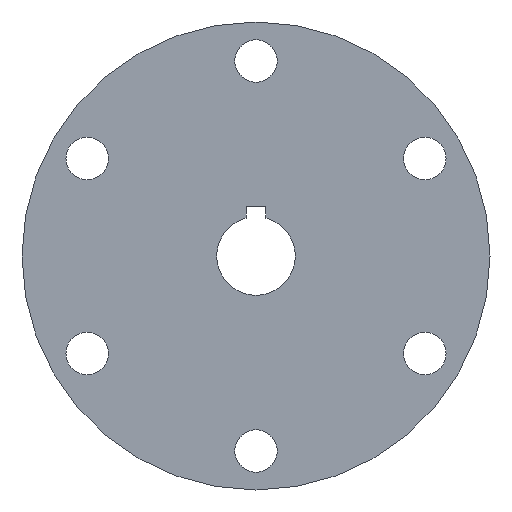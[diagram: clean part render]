
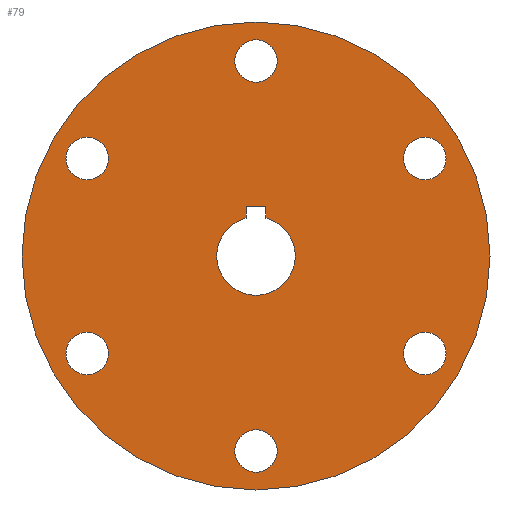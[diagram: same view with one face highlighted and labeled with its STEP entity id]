
A CAD part, left-side view. The second image highlights one B-rep face of the part: STEP entity #79.
In plain terms, the highlighted planar face has unit normal (-1, 0, 0).
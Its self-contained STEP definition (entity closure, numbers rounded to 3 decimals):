
#79 = ADVANCED_FACE( '', ( #101, #102, #103, #104, #105, #106, #107, #108 ), #109, .F. );
#101 = FACE_BOUND( '', #154, .T. );
#102 = FACE_BOUND( '', #155, .T. );
#103 = FACE_BOUND( '', #156, .T. );
#104 = FACE_BOUND( '', #157, .T. );
#105 = FACE_BOUND( '', #158, .T. );
#106 = FACE_BOUND( '', #159, .T. );
#107 = FACE_OUTER_BOUND( '', #160, .T. );
#108 = FACE_BOUND( '', #161, .T. );
#109 = PLANE( '', #162 );
#154 = EDGE_LOOP( '', ( #224 ) );
#155 = EDGE_LOOP( '', ( #225 ) );
#156 = EDGE_LOOP( '', ( #226 ) );
#157 = EDGE_LOOP( '', ( #227 ) );
#158 = EDGE_LOOP( '', ( #228 ) );
#159 = EDGE_LOOP( '', ( #229 ) );
#160 = EDGE_LOOP( '', ( #230 ) );
#161 = EDGE_LOOP( '', ( #231, #232, #233, #234 ) );
#162 = AXIS2_PLACEMENT_3D( '', #235, #236, #237 );
#224 = ORIENTED_EDGE( '', *, *, #298, .T. );
#225 = ORIENTED_EDGE( '', *, *, #310, .T. );
#226 = ORIENTED_EDGE( '', *, *, #311, .T. );
#227 = ORIENTED_EDGE( '', *, *, #312, .T. );
#228 = ORIENTED_EDGE( '', *, *, #313, .T. );
#229 = ORIENTED_EDGE( '', *, *, #314, .T. );
#230 = ORIENTED_EDGE( '', *, *, #315, .T. );
#231 = ORIENTED_EDGE( '', *, *, #316, .F. );
#232 = ORIENTED_EDGE( '', *, *, #303, .T. );
#233 = ORIENTED_EDGE( '', *, *, #306, .F. );
#234 = ORIENTED_EDGE( '', *, *, #317, .F. );
#235 = CARTESIAN_POINT( '', ( -17.607, 0., 28.575 ) );
#236 = DIRECTION( '', ( 1., 0., 0. ) );
#237 = DIRECTION( '', ( 0., 0., -1. ) );
#298 = EDGE_CURVE( '', #326, #326, #327, .T. );
#303 = EDGE_CURVE( '', #330, #335, #337, .T. );
#306 = EDGE_CURVE( '', #340, #335, #342, .T. );
#310 = EDGE_CURVE( '', #348, #348, #349, .T. );
#311 = EDGE_CURVE( '', #350, #350, #351, .T. );
#312 = EDGE_CURVE( '', #352, #352, #353, .T. );
#313 = EDGE_CURVE( '', #354, #354, #355, .T. );
#314 = EDGE_CURVE( '', #356, #356, #357, .T. );
#315 = EDGE_CURVE( '', #358, #358, #359, .T. );
#316 = EDGE_CURVE( '', #330, #360, #361, .T. );
#317 = EDGE_CURVE( '', #360, #340, #362, .T. );
#326 = VERTEX_POINT( '', #378 );
#327 = CIRCLE( '', #379, 2.591 );
#330 = VERTEX_POINT( '', #382 );
#335 = VERTEX_POINT( '', #388 );
#337 = CIRCLE( '', #391, 4.788 );
#340 = VERTEX_POINT( '', #395 );
#342 = LINE( '', #398, #399 );
#348 = VERTEX_POINT( '', #407 );
#349 = CIRCLE( '', #408, 2.591 );
#350 = VERTEX_POINT( '', #409 );
#351 = CIRCLE( '', #410, 2.591 );
#352 = VERTEX_POINT( '', #411 );
#353 = CIRCLE( '', #412, 2.591 );
#354 = VERTEX_POINT( '', #413 );
#355 = CIRCLE( '', #414, 2.591 );
#356 = VERTEX_POINT( '', #415 );
#357 = CIRCLE( '', #416, 2.591 );
#358 = VERTEX_POINT( '', #417 );
#359 = CIRCLE( '', #418, 28.575 );
#360 = VERTEX_POINT( '', #419 );
#361 = LINE( '', #420, #421 );
#362 = LINE( '', #422, #423 );
#378 = CARTESIAN_POINT( '', ( -17.607, -18.379, 10.611 ) );
#379 = AXIS2_PLACEMENT_3D( '', #440, #441, #442 );
#382 = CARTESIAN_POINT( '', ( -17.607, -1.219, 4.63 ) );
#388 = CARTESIAN_POINT( '', ( -17.607, 1.219, 4.63 ) );
#391 = AXIS2_PLACEMENT_3D( '', #451, #452, #453 );
#395 = CARTESIAN_POINT( '', ( -17.607, 1.219, 6.007 ) );
#398 = CARTESIAN_POINT( '', ( -17.607, 1.219, 28.575 ) );
#399 = VECTOR( '', #456, 1000. );
#407 = CARTESIAN_POINT( '', ( -17.607, -18.379, -10.611 ) );
#408 = AXIS2_PLACEMENT_3D( '', #462, #463, #464 );
#409 = CARTESIAN_POINT( '', ( -17.607, 0., -21.222 ) );
#410 = AXIS2_PLACEMENT_3D( '', #465, #466, #467 );
#411 = CARTESIAN_POINT( '', ( -17.607, 18.379, -10.611 ) );
#412 = AXIS2_PLACEMENT_3D( '', #468, #469, #470 );
#413 = CARTESIAN_POINT( '', ( -17.607, 18.379, 10.611 ) );
#414 = AXIS2_PLACEMENT_3D( '', #471, #472, #473 );
#415 = CARTESIAN_POINT( '', ( -17.607, 0., 21.222 ) );
#416 = AXIS2_PLACEMENT_3D( '', #474, #475, #476 );
#417 = CARTESIAN_POINT( '', ( -17.607, 0., 28.575 ) );
#418 = AXIS2_PLACEMENT_3D( '', #477, #478, #479 );
#419 = CARTESIAN_POINT( '', ( -17.607, -1.219, 6.007 ) );
#420 = CARTESIAN_POINT( '', ( -17.607, -1.219, 28.575 ) );
#421 = VECTOR( '', #480, 1000. );
#422 = CARTESIAN_POINT( '', ( -17.607, 0., 6.007 ) );
#423 = VECTOR( '', #481, 1000. );
#440 = CARTESIAN_POINT( '', ( -17.607, -20.622, 11.906 ) );
#441 = DIRECTION( '', ( 1., 0., 0. ) );
#442 = DIRECTION( '', ( 0., 0.866, -0.5 ) );
#451 = CARTESIAN_POINT( '', ( -17.607, 0., 0. ) );
#452 = DIRECTION( '', ( 1., 0., 0. ) );
#453 = DIRECTION( '', ( 0., 0., -1. ) );
#456 = DIRECTION( '', ( 0., 0., -1. ) );
#462 = CARTESIAN_POINT( '', ( -17.607, -20.622, -11.906 ) );
#463 = DIRECTION( '', ( 1., 0., 0. ) );
#464 = DIRECTION( '', ( 0., 0.866, 0.5 ) );
#465 = CARTESIAN_POINT( '', ( -17.607, 0., -23.813 ) );
#466 = DIRECTION( '', ( 1., 0., 0. ) );
#467 = DIRECTION( '', ( 0., 0., 1. ) );
#468 = CARTESIAN_POINT( '', ( -17.607, 20.622, -11.906 ) );
#469 = DIRECTION( '', ( 1., 0., 0. ) );
#470 = DIRECTION( '', ( 0., -0.866, 0.5 ) );
#471 = CARTESIAN_POINT( '', ( -17.607, 20.622, 11.906 ) );
#472 = DIRECTION( '', ( 1., 0., 0. ) );
#473 = DIRECTION( '', ( 0., -0.866, -0.5 ) );
#474 = CARTESIAN_POINT( '', ( -17.607, 0., 23.813 ) );
#475 = DIRECTION( '', ( 1., 0., 0. ) );
#476 = DIRECTION( '', ( 0., 0., -1. ) );
#477 = CARTESIAN_POINT( '', ( -17.607, 0., 0. ) );
#478 = DIRECTION( '', ( -1., 0., 0. ) );
#479 = DIRECTION( '', ( 0., 0., 1. ) );
#480 = DIRECTION( '', ( 0., 0., 1. ) );
#481 = DIRECTION( '', ( 0., 1., 0. ) );
